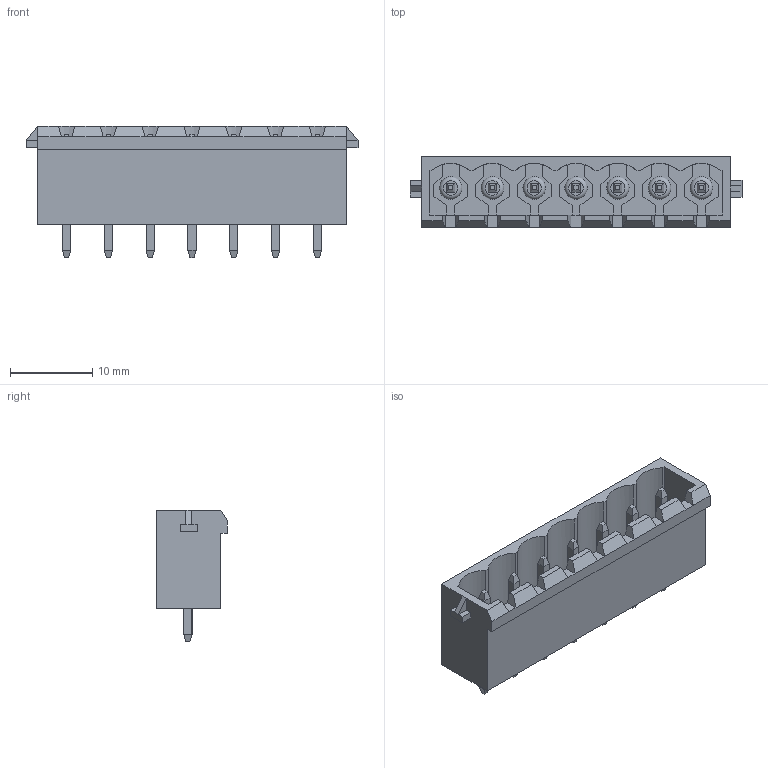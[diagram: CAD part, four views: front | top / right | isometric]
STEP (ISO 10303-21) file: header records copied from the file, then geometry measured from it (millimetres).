
FILE_DESCRIPTION(/* description */ ('Unknown'),/* implementation_level */ '2;1');
FILE_NAME(/* name */ '691305530007',/* time_stamp */ '2018-04-26T08:29:52+02:00',/* author */ ('Unknown'),/* organization */ ('Unknown'),/* preprocessor_version */ 'ST-DEVELOPER v16.7',/* originating_system */ 'DEX',/* authorisation */ $);
FILE_SCHEMA (('AUTOMOTIVE_DESIGN {1 0 10303 214 3 1 1}'));
Length unit declared in the file: millimetre
Products named in the file (3): 6913055300xx; 691305530007; 6913055300xx_PIN
Assembly tree (8 placements, depth 2):
  6913055300xx
    691305530007
    6913055300xx_PIN  x7
Bounding box: 40.36 x 8.6 x 16 mm (x, y, z)
Volume: 1474.7 mm3; surface area: 3563.2 mm2
Topology: 8 solids, 8 shells, 362 faces, 960 edges, 614 vertices
Faces by surface type: plane 341, cylinder 14, torus 7
Full cylindrical faces by diameter (mm): 2.75 x7
Entity records: 8884 total; most frequent: CARTESIAN_POINT 1569, ORIENTED_EDGE 1542, DIRECTION 1394, EDGE_CURVE 771, LINE 722, VECTOR 722, VERTEX_POINT 511, AXIS2_PLACEMENT_3D 336
